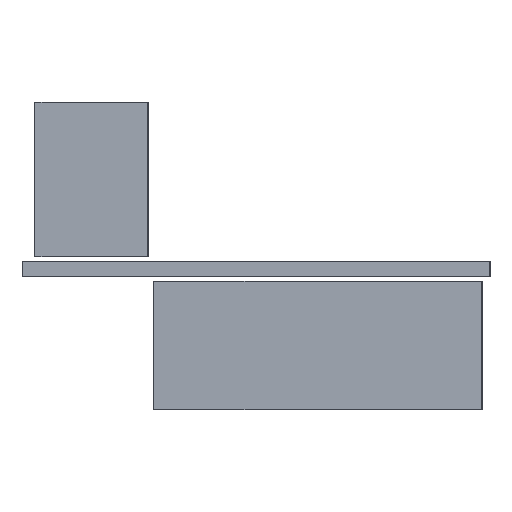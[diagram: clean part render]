
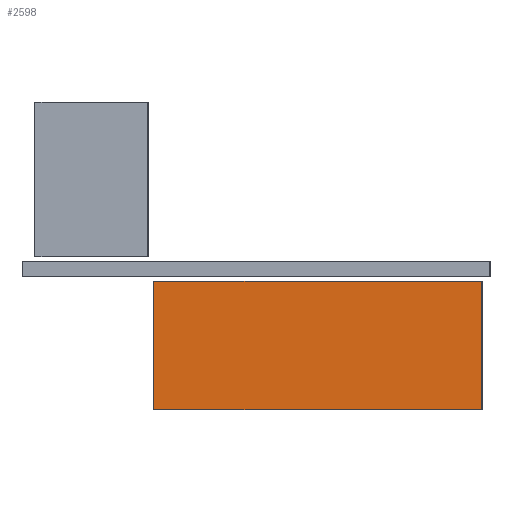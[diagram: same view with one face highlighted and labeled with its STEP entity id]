
A CAD part, left-side view. The second image highlights one B-rep face of the part: STEP entity #2598.
In plain terms, the highlighted planar face has unit normal (-1, 0.002, 0).
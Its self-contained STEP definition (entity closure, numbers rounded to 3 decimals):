
#2183 = EDGE_CURVE('',#2184,#2186,#2188,.T.);
#2184 = VERTEX_POINT('',#2185);
#2185 = CARTESIAN_POINT('',(-7.62,8.763,0.));
#2186 = VERTEX_POINT('',#2187);
#2187 = CARTESIAN_POINT('',(-7.62,8.763,6.858));
#2188 = SURFACE_CURVE('',#2189,(#2193,#2205),.PCURVE_S1.);
#2189 = LINE('',#2190,#2191);
#2190 = CARTESIAN_POINT('',(-7.62,8.763,0.));
#2191 = VECTOR('',#2192,1.);
#2192 = DIRECTION('',(0.,0.,1.));
#2193 = PCURVE('',#2194,#2199);
#2194 = PLANE('',#2195);
#2195 = AXIS2_PLACEMENT_3D('',#2196,#2197,#2198);
#2196 = CARTESIAN_POINT('',(-7.62,8.763,0.));
#2197 = DIRECTION('',(0.,1.,0.));
#2198 = DIRECTION('',(1.,0.,0.));
#2199 = DEFINITIONAL_REPRESENTATION('',(#2200),#2204);
#2200 = LINE('',#2201,#2202);
#2201 = CARTESIAN_POINT('',(0.,0.));
#2202 = VECTOR('',#2203,1.);
#2203 = DIRECTION('',(0.,-1.));
#2204 = ( GEOMETRIC_REPRESENTATION_CONTEXT(2) 
PARAMETRIC_REPRESENTATION_CONTEXT() REPRESENTATION_CONTEXT('2D SPACE',''
  ) );
#2205 = PCURVE('',#2206,#2211);
#2206 = PLANE('',#2207);
#2207 = AXIS2_PLACEMENT_3D('',#2208,#2209,#2210);
#2208 = CARTESIAN_POINT('',(-7.645,-8.738,0.));
#2209 = DIRECTION('',(-1.,0.001,0.));
#2210 = DIRECTION('',(0.001,1.,0.));
#2211 = DEFINITIONAL_REPRESENTATION('',(#2212),#2216);
#2212 = LINE('',#2213,#2214);
#2213 = CARTESIAN_POINT('',(17.501,0.));
#2214 = VECTOR('',#2215,1.);
#2215 = DIRECTION('',(0.,-1.));
#2216 = ( GEOMETRIC_REPRESENTATION_CONTEXT(2) 
PARAMETRIC_REPRESENTATION_CONTEXT() REPRESENTATION_CONTEXT('2D SPACE',''
  ) );
#2234 = PLANE('',#2235);
#2235 = AXIS2_PLACEMENT_3D('',#2236,#2237,#2238);
#2236 = CARTESIAN_POINT('',(-7.62,8.763,6.858));
#2237 = DIRECTION('',(0.,0.,-1.));
#2238 = DIRECTION('',(-1.,0.,0.));
#2288 = PLANE('',#2289);
#2289 = AXIS2_PLACEMENT_3D('',#2290,#2291,#2292);
#2290 = CARTESIAN_POINT('',(-7.62,8.763,0.));
#2291 = DIRECTION('',(0.,0.,-1.));
#2292 = DIRECTION('',(-1.,0.,0.));
#2495 = PLANE('',#2496);
#2496 = AXIS2_PLACEMENT_3D('',#2497,#2498,#2499);
#2497 = CARTESIAN_POINT('',(-7.595,-8.788,0.));
#2498 = DIRECTION('',(-0.707,-0.707,0.));
#2499 = DIRECTION('',(-0.707,0.707,0.));
#2533 = VERTEX_POINT('',#2534);
#2534 = CARTESIAN_POINT('',(-7.645,-8.738,6.858));
#2555 = EDGE_CURVE('',#2556,#2533,#2558,.T.);
#2556 = VERTEX_POINT('',#2557);
#2557 = CARTESIAN_POINT('',(-7.645,-8.738,0.));
#2558 = SURFACE_CURVE('',#2559,(#2563,#2570),.PCURVE_S1.);
#2559 = LINE('',#2560,#2561);
#2560 = CARTESIAN_POINT('',(-7.645,-8.738,0.));
#2561 = VECTOR('',#2562,1.);
#2562 = DIRECTION('',(0.,0.,1.));
#2563 = PCURVE('',#2495,#2564);
#2564 = DEFINITIONAL_REPRESENTATION('',(#2565),#2569);
#2565 = LINE('',#2566,#2567);
#2566 = CARTESIAN_POINT('',(0.072,0.));
#2567 = VECTOR('',#2568,1.);
#2568 = DIRECTION('',(0.,-1.));
#2569 = ( GEOMETRIC_REPRESENTATION_CONTEXT(2) 
PARAMETRIC_REPRESENTATION_CONTEXT() REPRESENTATION_CONTEXT('2D SPACE',''
  ) );
#2570 = PCURVE('',#2206,#2571);
#2571 = DEFINITIONAL_REPRESENTATION('',(#2572),#2576);
#2572 = LINE('',#2573,#2574);
#2573 = CARTESIAN_POINT('',(0.,0.));
#2574 = VECTOR('',#2575,1.);
#2575 = DIRECTION('',(0.,-1.));
#2576 = ( GEOMETRIC_REPRESENTATION_CONTEXT(2) 
PARAMETRIC_REPRESENTATION_CONTEXT() REPRESENTATION_CONTEXT('2D SPACE',''
  ) );
#2598 = ADVANCED_FACE('',(#2599),#2206,.T.);
#2599 = FACE_BOUND('',#2600,.T.);
#2600 = EDGE_LOOP('',(#2601,#2602,#2623,#2624));
#2601 = ORIENTED_EDGE('',*,*,#2555,.T.);
#2602 = ORIENTED_EDGE('',*,*,#2603,.T.);
#2603 = EDGE_CURVE('',#2533,#2186,#2604,.T.);
#2604 = SURFACE_CURVE('',#2605,(#2609,#2616),.PCURVE_S1.);
#2605 = LINE('',#2606,#2607);
#2606 = CARTESIAN_POINT('',(-7.645,-8.738,6.858));
#2607 = VECTOR('',#2608,1.);
#2608 = DIRECTION('',(0.001,1.,0.));
#2609 = PCURVE('',#2206,#2610);
#2610 = DEFINITIONAL_REPRESENTATION('',(#2611),#2615);
#2611 = LINE('',#2612,#2613);
#2612 = CARTESIAN_POINT('',(0.,-6.858));
#2613 = VECTOR('',#2614,1.);
#2614 = DIRECTION('',(1.,0.));
#2615 = ( GEOMETRIC_REPRESENTATION_CONTEXT(2) 
PARAMETRIC_REPRESENTATION_CONTEXT() REPRESENTATION_CONTEXT('2D SPACE',''
  ) );
#2616 = PCURVE('',#2234,#2617);
#2617 = DEFINITIONAL_REPRESENTATION('',(#2618),#2622);
#2618 = LINE('',#2619,#2620);
#2619 = CARTESIAN_POINT('',(0.025,-17.501));
#2620 = VECTOR('',#2621,1.);
#2621 = DIRECTION('',(-0.001,1.));
#2622 = ( GEOMETRIC_REPRESENTATION_CONTEXT(2) 
PARAMETRIC_REPRESENTATION_CONTEXT() REPRESENTATION_CONTEXT('2D SPACE',''
  ) );
#2623 = ORIENTED_EDGE('',*,*,#2183,.F.);
#2624 = ORIENTED_EDGE('',*,*,#2625,.F.);
#2625 = EDGE_CURVE('',#2556,#2184,#2626,.T.);
#2626 = SURFACE_CURVE('',#2627,(#2631,#2638),.PCURVE_S1.);
#2627 = LINE('',#2628,#2629);
#2628 = CARTESIAN_POINT('',(-7.645,-8.738,0.));
#2629 = VECTOR('',#2630,1.);
#2630 = DIRECTION('',(0.001,1.,0.));
#2631 = PCURVE('',#2206,#2632);
#2632 = DEFINITIONAL_REPRESENTATION('',(#2633),#2637);
#2633 = LINE('',#2634,#2635);
#2634 = CARTESIAN_POINT('',(0.,0.));
#2635 = VECTOR('',#2636,1.);
#2636 = DIRECTION('',(1.,0.));
#2637 = ( GEOMETRIC_REPRESENTATION_CONTEXT(2) 
PARAMETRIC_REPRESENTATION_CONTEXT() REPRESENTATION_CONTEXT('2D SPACE',''
  ) );
#2638 = PCURVE('',#2288,#2639);
#2639 = DEFINITIONAL_REPRESENTATION('',(#2640),#2644);
#2640 = LINE('',#2641,#2642);
#2641 = CARTESIAN_POINT('',(0.025,-17.501));
#2642 = VECTOR('',#2643,1.);
#2643 = DIRECTION('',(-0.001,1.));
#2644 = ( GEOMETRIC_REPRESENTATION_CONTEXT(2) 
PARAMETRIC_REPRESENTATION_CONTEXT() REPRESENTATION_CONTEXT('2D SPACE',''
  ) );
